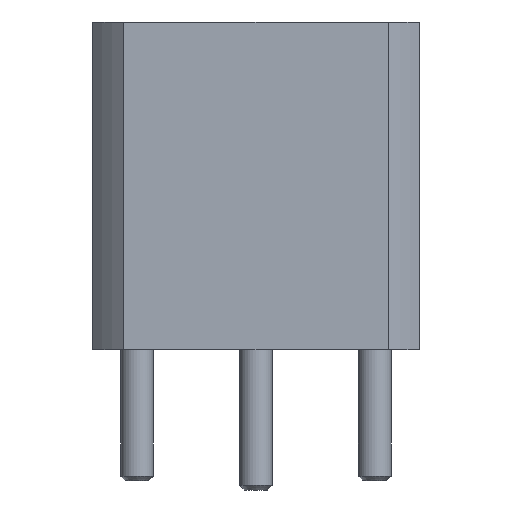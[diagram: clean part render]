
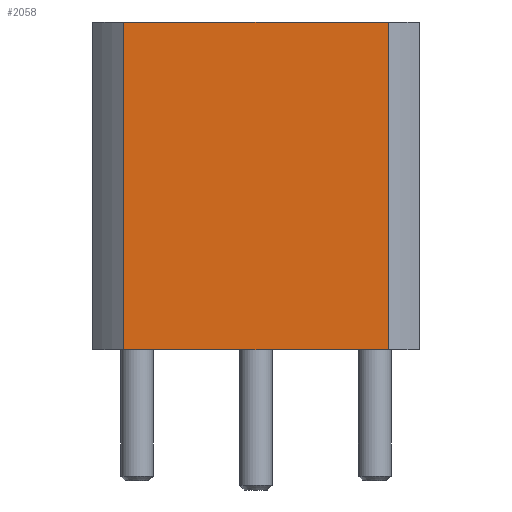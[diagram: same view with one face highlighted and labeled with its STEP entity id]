
A CAD part, left-side view. The second image highlights one B-rep face of the part: STEP entity #2058.
In plain terms, the highlighted planar face has unit normal (-1, 0, 0).
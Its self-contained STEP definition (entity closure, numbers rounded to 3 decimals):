
#58=LINE('',#3695,#94);
#59=LINE('',#3697,#95);
#60=LINE('',#3699,#96);
#61=LINE('',#3700,#97);
#94=VECTOR('',#3014,5.657);
#95=VECTOR('',#3015,7.);
#96=VECTOR('',#3016,5.657);
#97=VECTOR('',#3017,7.);
#158=PLANE('',#2378);
#505=FACE_OUTER_BOUND('',#783,.T.);
#783=EDGE_LOOP('',(#1749,#1750,#1751,#1752));
#1211=VERTEX_POINT('',#3693);
#1212=VERTEX_POINT('',#3694);
#1213=VERTEX_POINT('',#3696);
#1214=VERTEX_POINT('',#3698);
#1417=EDGE_CURVE('',#1211,#1212,#58,.T.);
#1418=EDGE_CURVE('',#1211,#1213,#59,.T.);
#1419=EDGE_CURVE('',#1214,#1213,#60,.T.);
#1420=EDGE_CURVE('',#1212,#1214,#61,.T.);
#1749=ORIENTED_EDGE('',*,*,#1417,.F.);
#1750=ORIENTED_EDGE('',*,*,#1418,.T.);
#1751=ORIENTED_EDGE('',*,*,#1419,.F.);
#1752=ORIENTED_EDGE('',*,*,#1420,.F.);
#2058=ADVANCED_FACE('',(#505),#158,.T.);
#2378=AXIS2_PLACEMENT_3D('',#3692,#3012,#3013);
#3012=DIRECTION('center_axis',(-1.,0.,0.));
#3013=DIRECTION('ref_axis',(0.,-1.,0.));
#3014=DIRECTION('',(0.,1.,0.));
#3015=DIRECTION('',(0.,0.,1.));
#3016=DIRECTION('',(0.,-1.,0.));
#3017=DIRECTION('',(0.,0.,1.));
#3692=CARTESIAN_POINT('Origin',(-3.5,2.828,0.));
#3693=CARTESIAN_POINT('',(-3.5,-2.828,0.));
#3694=CARTESIAN_POINT('',(-3.5,2.828,0.));
#3695=CARTESIAN_POINT('',(-3.5,-2.828,0.));
#3696=CARTESIAN_POINT('',(-3.5,-2.828,7.));
#3697=CARTESIAN_POINT('',(-3.5,-2.828,0.));
#3698=CARTESIAN_POINT('',(-3.5,2.828,7.));
#3699=CARTESIAN_POINT('',(-3.5,-2.828,7.));
#3700=CARTESIAN_POINT('',(-3.5,2.828,0.));
